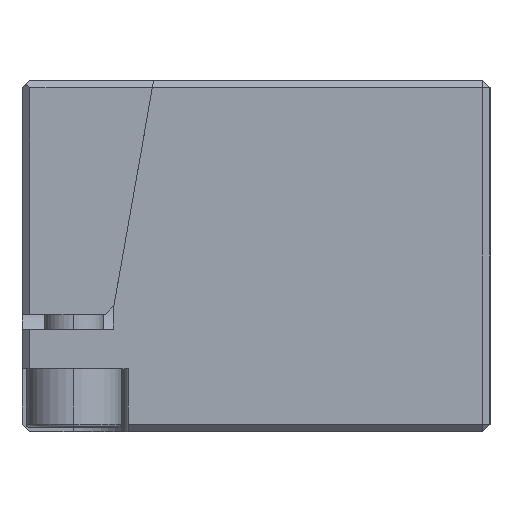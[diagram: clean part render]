
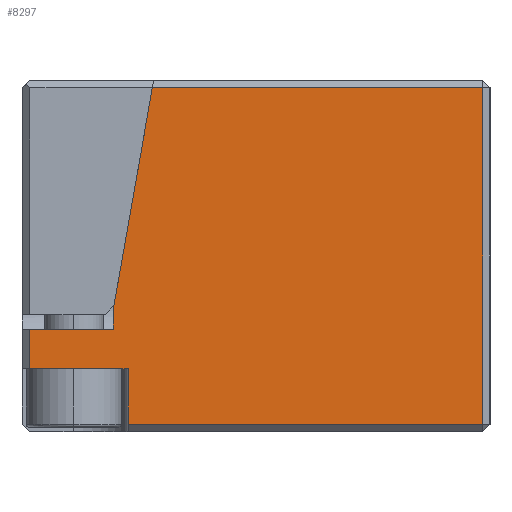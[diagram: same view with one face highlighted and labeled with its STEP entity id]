
A CAD part, left-side view. The second image highlights one B-rep face of the part: STEP entity #8297.
In plain terms, the highlighted planar face has unit normal (-1, 0, 0).
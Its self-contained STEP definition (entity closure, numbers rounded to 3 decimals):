
#10 = LINE ( 'NONE', #9780, #4296 ) ;
#115 = DIRECTION ( 'NONE',  ( 0., 0., 1. ) ) ;
#403 = VERTEX_POINT ( 'NONE', #10309 ) ;
#581 = LINE ( 'NONE', #13550, #4404 ) ;
#664 = VERTEX_POINT ( 'NONE', #8491 ) ;
#950 = VERTEX_POINT ( 'NONE', #14432 ) ;
#1164 = ORIENTED_EDGE ( 'NONE', *, *, #9102, .T. ) ;
#1375 = DIRECTION ( 'NONE',  ( 0., -1., 0. ) ) ;
#1381 = EDGE_CURVE ( 'NONE', #5042, #13267, #10, .T. ) ;
#1480 = LINE ( 'NONE', #7984, #5568 ) ;
#2728 = CARTESIAN_POINT ( 'NONE',  ( -135., -31., 24. ) ) ;
#2795 = CARTESIAN_POINT ( 'NONE',  ( -135., 31., 24. ) ) ;
#2945 = CARTESIAN_POINT ( 'NONE',  ( -135., -31., -23. ) ) ;
#3011 = ORIENTED_EDGE ( 'NONE', *, *, #3478, .T. ) ;
#3335 = ORIENTED_EDGE ( 'NONE', *, *, #6753, .T. ) ;
#3462 = VECTOR ( 'NONE', #5800, 1000. ) ;
#3478 = EDGE_CURVE ( 'NONE', #9410, #18437, #581, .T. ) ;
#4195 = AXIS2_PLACEMENT_3D ( 'NONE', #16554, #6720, #5335 ) ;
#4296 = VECTOR ( 'NONE', #115, 1000. ) ;
#4352 = VERTEX_POINT ( 'NONE', #7417 ) ;
#4362 = CARTESIAN_POINT ( 'NONE',  ( -135., 19.995, -10. ) ) ;
#4404 = VECTOR ( 'NONE', #16819, 1000. ) ;
#4465 = LINE ( 'NONE', #4362, #4968 ) ;
#4489 = ORIENTED_EDGE ( 'NONE', *, *, #11420, .T. ) ;
#4587 = VECTOR ( 'NONE', #14492, 1000. ) ;
#4968 = VECTOR ( 'NONE', #19200, 1000. ) ;
#5042 = VERTEX_POINT ( 'NONE', #7253 ) ;
#5314 = EDGE_CURVE ( 'NONE', #13267, #403, #4465, .T. ) ;
#5335 = DIRECTION ( 'NONE',  ( 0., 0., -1. ) ) ;
#5444 = VECTOR ( 'NONE', #9212, 1000. ) ;
#5568 = VECTOR ( 'NONE', #1375, 1000. ) ;
#5800 = DIRECTION ( 'NONE',  ( 0., -1., 0. ) ) ;
#6321 = CARTESIAN_POINT ( 'NONE',  ( -135., 17.5, 24. ) ) ;
#6720 = DIRECTION ( 'NONE',  ( 1., 0., 0. ) ) ;
#6753 = EDGE_CURVE ( 'NONE', #18437, #4352, #8055, .T. ) ;
#6878 = EDGE_CURVE ( 'NONE', #950, #7115, #20612, .T. ) ;
#7115 = VERTEX_POINT ( 'NONE', #13075 ) ;
#7253 = CARTESIAN_POINT ( 'NONE',  ( -135., 19.5, -10. ) ) ;
#7412 = LINE ( 'NONE', #20408, #3462 ) ;
#7417 = CARTESIAN_POINT ( 'NONE',  ( -135., -31., 23. ) ) ;
#7456 = LINE ( 'NONE', #10721, #10589 ) ;
#7984 = CARTESIAN_POINT ( 'NONE',  ( -135., 32., -10. ) ) ;
#8055 = LINE ( 'NONE', #2728, #5444 ) ;
#8297 = ADVANCED_FACE ( 'NONE', ( #13286 ), #14982, .F. ) ;
#8491 = CARTESIAN_POINT ( 'NONE',  ( -135., 17.5, -15.4 ) ) ;
#9102 = EDGE_CURVE ( 'NONE', #7115, #664, #7412, .T. ) ;
#9212 = DIRECTION ( 'NONE',  ( 0., 0., 1. ) ) ;
#9230 = EDGE_CURVE ( 'NONE', #4352, #403, #7456, .T. ) ;
#9279 = DIRECTION ( 'NONE',  ( 0., 0., -1. ) ) ;
#9410 = VERTEX_POINT ( 'NONE', #11143 ) ;
#9780 = CARTESIAN_POINT ( 'NONE',  ( -135., 19.5, 24. ) ) ;
#10309 = CARTESIAN_POINT ( 'NONE',  ( -135., 14.176, 23. ) ) ;
#10589 = VECTOR ( 'NONE', #15512, 1000. ) ;
#10721 = CARTESIAN_POINT ( 'NONE',  ( -135., 32., 23. ) ) ;
#11143 = CARTESIAN_POINT ( 'NONE',  ( -135., 17.5, -23. ) ) ;
#11420 = EDGE_CURVE ( 'NONE', #664, #9410, #12564, .T. ) ;
#11544 = VECTOR ( 'NONE', #9279, 1000. ) ;
#12029 = ORIENTED_EDGE ( 'NONE', *, *, #9230, .T. ) ;
#12564 = LINE ( 'NONE', #6321, #4587 ) ;
#12668 = ORIENTED_EDGE ( 'NONE', *, *, #1381, .F. ) ;
#12818 = EDGE_CURVE ( 'NONE', #950, #5042, #1480, .T. ) ;
#13075 = CARTESIAN_POINT ( 'NONE',  ( -135., 31., -15.4 ) ) ;
#13267 = VERTEX_POINT ( 'NONE', #18863 ) ;
#13286 = FACE_OUTER_BOUND ( 'NONE', #15752, .T. ) ;
#13550 = CARTESIAN_POINT ( 'NONE',  ( -135., 32., -23. ) ) ;
#14432 = CARTESIAN_POINT ( 'NONE',  ( -135., 31., -10. ) ) ;
#14492 = DIRECTION ( 'NONE',  ( 0., 0., -1. ) ) ;
#14982 = PLANE ( 'NONE',  #4195 ) ;
#15149 = ORIENTED_EDGE ( 'NONE', *, *, #6878, .T. ) ;
#15512 = DIRECTION ( 'NONE',  ( 0., 1., 0. ) ) ;
#15752 = EDGE_LOOP ( 'NONE', ( #15149, #1164, #4489, #3011, #3335, #12029, #20384, #12668, #20217 ) ) ;
#16554 = CARTESIAN_POINT ( 'NONE',  ( -135., 32., 24. ) ) ;
#16819 = DIRECTION ( 'NONE',  ( 0., -1., 0. ) ) ;
#18437 = VERTEX_POINT ( 'NONE', #2945 ) ;
#18863 = CARTESIAN_POINT ( 'NONE',  ( -135., 19.5, -7.192 ) ) ;
#19200 = DIRECTION ( 'NONE',  ( 0., -0.174, 0.985 ) ) ;
#20217 = ORIENTED_EDGE ( 'NONE', *, *, #12818, .F. ) ;
#20384 = ORIENTED_EDGE ( 'NONE', *, *, #5314, .F. ) ;
#20408 = CARTESIAN_POINT ( 'NONE',  ( -135., 32., -15.4 ) ) ;
#20612 = LINE ( 'NONE', #2795, #11544 ) ;
